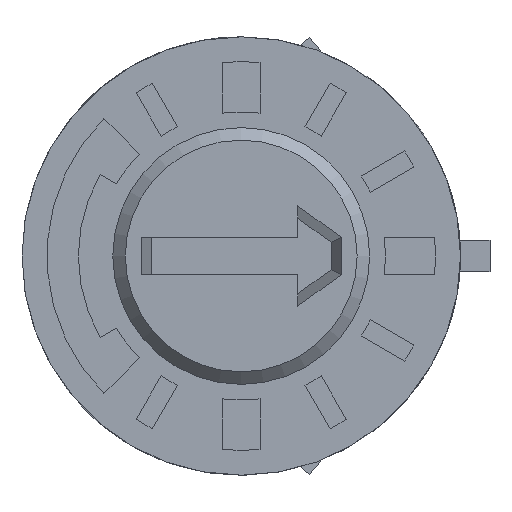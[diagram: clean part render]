
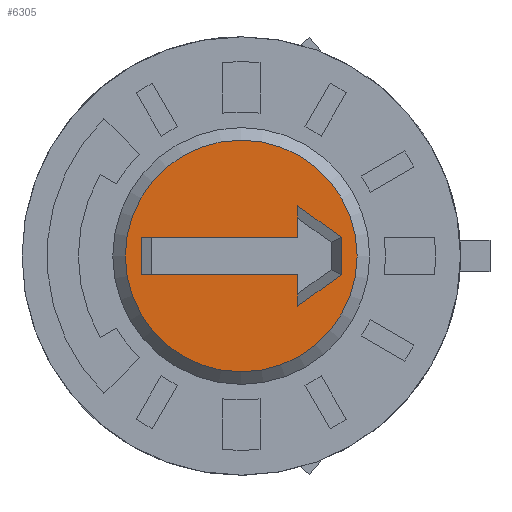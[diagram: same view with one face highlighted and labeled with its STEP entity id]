
A CAD part, left-side view. The second image highlights one B-rep face of the part: STEP entity #6305.
In plain terms, the highlighted planar face has unit normal (-1, 0, 0).
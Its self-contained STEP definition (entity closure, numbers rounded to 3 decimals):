
#6068 = EDGE_CURVE('',#6069,#6071,#6073,.T.);
#6069 = VERTEX_POINT('',#6070);
#6070 = CARTESIAN_POINT('',(-0.25,-1.6,-0.3));
#6071 = VERTEX_POINT('',#6072);
#6072 = CARTESIAN_POINT('',(-0.25,-0.9,-0.8));
#6073 = LINE('',#6074,#6075);
#6074 = CARTESIAN_POINT('',(-0.25,-1.557,-0.33));
#6075 = VECTOR('',#6076,1.);
#6076 = DIRECTION('',(0.,0.814,-0.581)
  );
#6099 = EDGE_CURVE('',#6100,#6069,#6102,.T.);
#6100 = VERTEX_POINT('',#6101);
#6101 = CARTESIAN_POINT('',(-0.25,-1.6,0.3));
#6102 = LINE('',#6103,#6104);
#6103 = CARTESIAN_POINT('',(-0.25,-1.6,1.85));
#6104 = VECTOR('',#6105,1.);
#6105 = DIRECTION('',(0.,0.,-1.));
#6123 = EDGE_CURVE('',#6124,#6100,#6126,.T.);
#6124 = VERTEX_POINT('',#6125);
#6125 = CARTESIAN_POINT('',(-0.25,-0.9,0.8));
#6126 = LINE('',#6127,#6128);
#6127 = CARTESIAN_POINT('',(-0.25,0.193,1.58));
#6128 = VECTOR('',#6129,1.);
#6129 = DIRECTION('',(0.,-0.814,
    -0.581));
#6147 = EDGE_CURVE('',#6148,#6124,#6150,.T.);
#6148 = VERTEX_POINT('',#6149);
#6149 = CARTESIAN_POINT('',(-0.25,-0.9,0.3));
#6150 = LINE('',#6151,#6152);
#6151 = CARTESIAN_POINT('',(-0.25,-0.9,0.3));
#6152 = VECTOR('',#6153,1.);
#6153 = DIRECTION('',(0.,0.,1.));
#6171 = EDGE_CURVE('',#6172,#6148,#6174,.T.);
#6172 = VERTEX_POINT('',#6173);
#6173 = CARTESIAN_POINT('',(-0.25,1.6,0.3));
#6174 = LINE('',#6175,#6176);
#6175 = CARTESIAN_POINT('',(-0.25,1.6,0.3));
#6176 = VECTOR('',#6177,1.);
#6177 = DIRECTION('',(0.,-1.,0.));
#6195 = EDGE_CURVE('',#6196,#6172,#6198,.T.);
#6196 = VERTEX_POINT('',#6197);
#6197 = CARTESIAN_POINT('',(-0.25,1.6,-0.3));
#6198 = LINE('',#6199,#6200);
#6199 = CARTESIAN_POINT('',(-0.25,1.6,1.85));
#6200 = VECTOR('',#6201,1.);
#6201 = DIRECTION('',(0.,0.,1.));
#6219 = EDGE_CURVE('',#6220,#6196,#6222,.T.);
#6220 = VERTEX_POINT('',#6221);
#6221 = CARTESIAN_POINT('',(-0.25,-0.9,-0.3));
#6222 = LINE('',#6223,#6224);
#6223 = CARTESIAN_POINT('',(-0.25,-0.9,-0.3));
#6224 = VECTOR('',#6225,1.);
#6225 = DIRECTION('',(0.,1.,0.));
#6243 = EDGE_CURVE('',#6071,#6220,#6244,.T.);
#6244 = LINE('',#6245,#6246);
#6245 = CARTESIAN_POINT('',(-0.25,-0.9,-0.8));
#6246 = VECTOR('',#6247,1.);
#6247 = DIRECTION('',(0.,0.,1.));
#6270 = VERTEX_POINT('',#6271);
#6271 = CARTESIAN_POINT('',(-0.25,0.,-1.85));
#6276 = EDGE_CURVE('',#6270,#6270,#6277,.T.);
#6277 = CIRCLE('',#6278,1.85);
#6278 = AXIS2_PLACEMENT_3D('',#6279,#6280,#6281);
#6279 = CARTESIAN_POINT('',(-0.25,0.,0.)
  );
#6280 = DIRECTION('',(1.,0.,0.));
#6281 = DIRECTION('',(0.,0.,-1.));
#6305 = ADVANCED_FACE('',(#6306,#6316),#6319,.T.);
#6306 = FACE_BOUND('',#6307,.T.);
#6307 = EDGE_LOOP('',(#6308,#6309,#6310,#6311,#6312,#6313,#6314,#6315));
#6308 = ORIENTED_EDGE('',*,*,#6068,.T.);
#6309 = ORIENTED_EDGE('',*,*,#6243,.T.);
#6310 = ORIENTED_EDGE('',*,*,#6219,.T.);
#6311 = ORIENTED_EDGE('',*,*,#6195,.T.);
#6312 = ORIENTED_EDGE('',*,*,#6171,.T.);
#6313 = ORIENTED_EDGE('',*,*,#6147,.T.);
#6314 = ORIENTED_EDGE('',*,*,#6123,.T.);
#6315 = ORIENTED_EDGE('',*,*,#6099,.T.);
#6316 = FACE_BOUND('',#6317,.T.);
#6317 = EDGE_LOOP('',(#6318));
#6318 = ORIENTED_EDGE('',*,*,#6276,.F.);
#6319 = PLANE('',#6320);
#6320 = AXIS2_PLACEMENT_3D('',#6321,#6322,#6323);
#6321 = CARTESIAN_POINT('',(-0.25,0.,1.85));
#6322 = DIRECTION('',(-1.,0.,0.));
#6323 = DIRECTION('',(0.,0.,1.));
